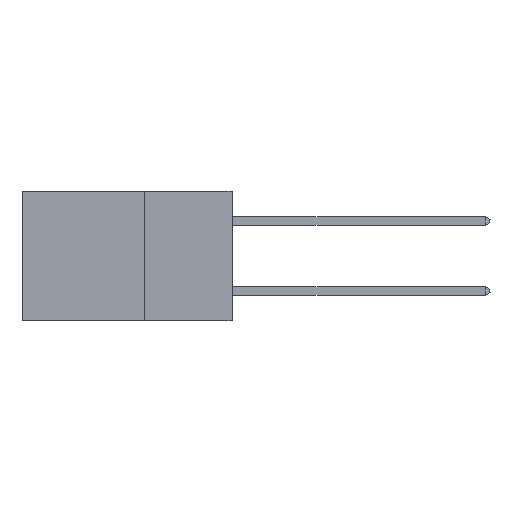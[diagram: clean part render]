
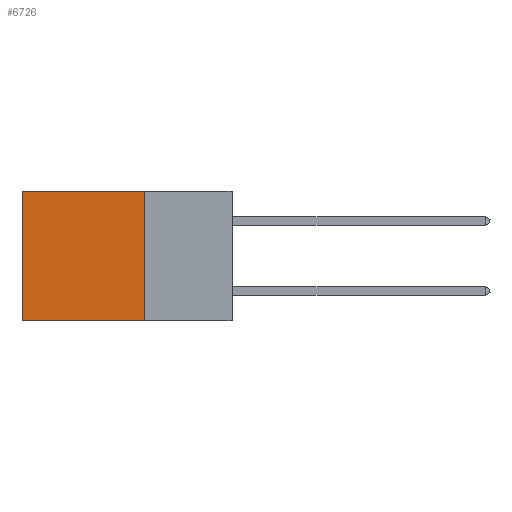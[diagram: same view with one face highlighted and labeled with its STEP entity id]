
A CAD part, left-side view. The second image highlights one B-rep face of the part: STEP entity #6726.
In plain terms, the highlighted planar face has unit normal (-1, 0, 0).
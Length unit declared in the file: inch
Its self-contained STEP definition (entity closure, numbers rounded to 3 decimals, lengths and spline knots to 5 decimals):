
#185 = LINE ( 'NONE', #13469, #6484 ) ;
#484 = ORIENTED_EDGE ( 'NONE', *, *, #13942, .F. ) ;
#951 = CARTESIAN_POINT ( 'NONE',  ( 0.2875, 0.25, 0. ) ) ;
#1008 = PLANE ( 'NONE',  #1578 ) ;
#1434 = DIRECTION ( 'NONE',  ( 0., 1., 0. ) ) ;
#1578 = AXIS2_PLACEMENT_3D ( 'NONE', #951, #12942, #6015 ) ;
#2009 = FACE_OUTER_BOUND ( 'NONE', #7053, .T. ) ;
#2558 = LINE ( 'NONE', #14388, #12344 ) ;
#3833 = VECTOR ( 'NONE', #13501, 39.37008 ) ;
#4057 = CARTESIAN_POINT ( 'NONE',  ( 0.2875, 0.25, 0. ) ) ;
#4562 = ORIENTED_EDGE ( 'NONE', *, *, #5172, .T. ) ;
#5172 = EDGE_CURVE ( 'NONE', #12652, #10516, #185, .T. ) ;
#5462 = CARTESIAN_POINT ( 'NONE',  ( 0.2875, 0.6, -0.37 ) ) ;
#6015 = DIRECTION ( 'NONE',  ( 0., 0., -1. ) ) ;
#6317 = ORIENTED_EDGE ( 'NONE', *, *, #8259, .F. ) ;
#6484 = VECTOR ( 'NONE', #14591, 39.37008 ) ;
#6615 = CARTESIAN_POINT ( 'NONE',  ( 0.2875, 0.25, 0. ) ) ;
#6726 = ADVANCED_FACE ( 'NONE', ( #2009 ), #1008, .F. ) ;
#7053 = EDGE_LOOP ( 'NONE', ( #4562, #6317, #484, #8462 ) ) ;
#8259 = EDGE_CURVE ( 'NONE', #13660, #10516, #2558, .T. ) ;
#8350 = EDGE_CURVE ( 'NONE', #15134, #12652, #13582, .T. ) ;
#8435 = CARTESIAN_POINT ( 'NONE',  ( 0.2875, 0.25, -0.37 ) ) ;
#8462 = ORIENTED_EDGE ( 'NONE', *, *, #8350, .T. ) ;
#8881 = DIRECTION ( 'NONE',  ( 0., 1., 0. ) ) ;
#10516 = VERTEX_POINT ( 'NONE', #5462 ) ;
#12344 = VECTOR ( 'NONE', #1434, 39.37008 ) ;
#12652 = VERTEX_POINT ( 'NONE', #14035 ) ;
#12881 = VECTOR ( 'NONE', #8881, 39.37008 ) ;
#12942 = DIRECTION ( 'NONE',  ( 1., 0., 0. ) ) ;
#13139 = LINE ( 'NONE', #6615, #3833 ) ;
#13469 = CARTESIAN_POINT ( 'NONE',  ( 0.2875, 0.6, 0. ) ) ;
#13501 = DIRECTION ( 'NONE',  ( 0., 0., -1. ) ) ;
#13582 = LINE ( 'NONE', #14568, #12881 ) ;
#13660 = VERTEX_POINT ( 'NONE', #8435 ) ;
#13942 = EDGE_CURVE ( 'NONE', #15134, #13660, #13139, .T. ) ;
#14035 = CARTESIAN_POINT ( 'NONE',  ( 0.2875, 0.6, 0. ) ) ;
#14388 = CARTESIAN_POINT ( 'NONE',  ( 0.2875, 0.25, -0.37 ) ) ;
#14568 = CARTESIAN_POINT ( 'NONE',  ( 0.2875, 0.25, 0. ) ) ;
#14591 = DIRECTION ( 'NONE',  ( 0., 0., -1. ) ) ;
#15134 = VERTEX_POINT ( 'NONE', #4057 ) ;
